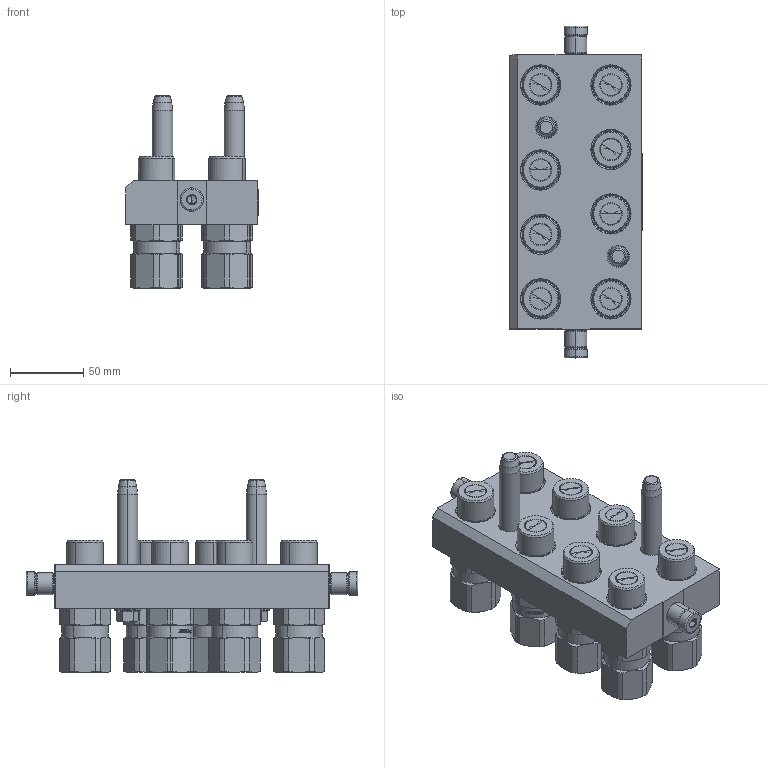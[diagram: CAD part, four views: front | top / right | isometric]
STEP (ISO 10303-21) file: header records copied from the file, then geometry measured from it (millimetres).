
FILE_DESCRIPTION (( 'STEP AP214' ), '1' );
FILE_NAME ('FASTER.step', '2023-06-07T11:49:29', ( '' ), ( '' ), 'SwSTEP 2.0', 'SolidWorks 2017', '' );
FILE_SCHEMA (( 'AUTOMOTIVE_DESIGN' ));
Length unit declared in the file: millimetre
Products named in the file (9): et002; P808_M_BASE; 2ffnp12gas_m2v; 4830_021_1000_000; 4830_028_1000_011; 4830_013_3000_030; 1540_080_0008_000; 4850_010_0000_020; FASTER
Assembly tree (19 placements, depth 3):
  FASTER
    P808_M_BASE
      4850_010_0000_020
      4830_021_1000_000  x2
      1540_080_0008_000  x2
      4830_013_3000_030  x2
      4830_028_1000_011  x2
    2ffnp12gas_m2v  x8
    et002
Bounding box: 90.3 x 226.6 x 131.6 mm (x, y, z)
Volume: 272709.6 mm3; surface area: 257324.3 mm2
Topology: 11 solids, 34 shells, 3992 faces, 10491 edges, 6758 vertices
Faces by surface type: plane 1857, cone 788, cylinder 737, bspline 558, torus 52
Entity records: 57912 total; most frequent: CARTESIAN_POINT 17027, ORIENTED_EDGE 8512, DIRECTION 7889, EDGE_CURVE 4283, VECTOR 3125, LINE 3125, VERTEX_POINT 2783, AXIS2_PLACEMENT_3D 2382
